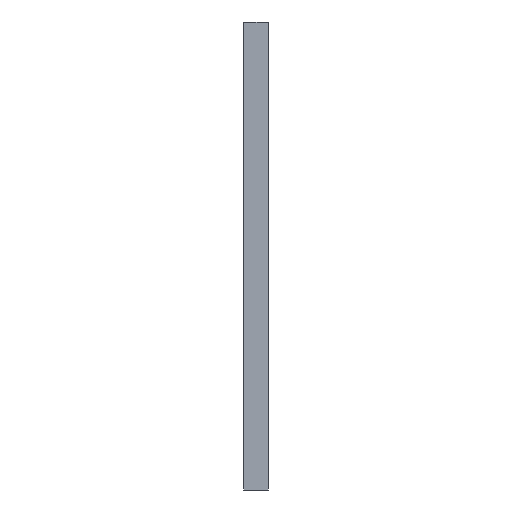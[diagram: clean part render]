
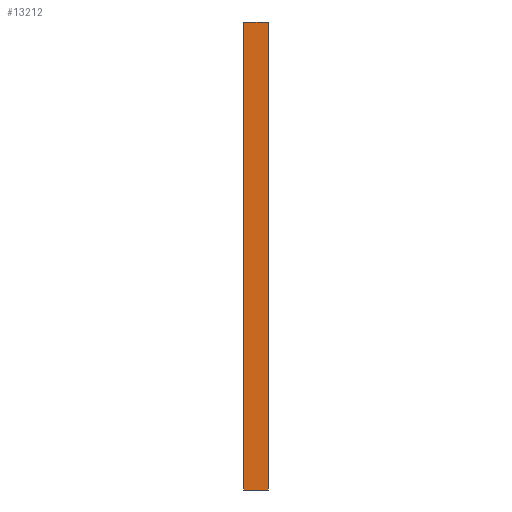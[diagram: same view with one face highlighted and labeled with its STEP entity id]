
A CAD part, left-side view. The second image highlights one B-rep face of the part: STEP entity #13212.
In plain terms, the highlighted planar face has unit normal (-1, 0, 0).
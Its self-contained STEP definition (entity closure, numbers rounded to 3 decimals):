
#192 = ORIENTED_EDGE ( 'NONE', *, *, #6505, .F. ) ;
#785 = CARTESIAN_POINT ( 'NONE',  ( -75., 8., 75. ) ) ;
#1008 = LINE ( 'NONE', #9484, #5333 ) ;
#1016 = DIRECTION ( 'NONE',  ( 0., 0., -1. ) ) ;
#1019 = EDGE_LOOP ( 'NONE', ( #10753, #192, #13243, #12995 ) ) ;
#1203 = CARTESIAN_POINT ( 'NONE',  ( -75., 0., 75. ) ) ;
#1693 = VECTOR ( 'NONE', #2926, 1000. ) ;
#1847 = CARTESIAN_POINT ( 'NONE',  ( -75., 8., -75. ) ) ;
#2926 = DIRECTION ( 'NONE',  ( 0., -1., 0. ) ) ;
#3074 = CARTESIAN_POINT ( 'NONE',  ( -75., 8., -75. ) ) ;
#3311 = LINE ( 'NONE', #785, #11478 ) ;
#3687 = CARTESIAN_POINT ( 'NONE',  ( -75., 0., -75. ) ) ;
#4031 = EDGE_CURVE ( 'NONE', #5803, #9774, #9140, .T. ) ;
#4713 = VERTEX_POINT ( 'NONE', #13812 ) ;
#5136 = EDGE_CURVE ( 'NONE', #11986, #4713, #1008, .T. ) ;
#5174 = EDGE_CURVE ( 'NONE', #11986, #5803, #9496, .T. ) ;
#5330 = VECTOR ( 'NONE', #11375, 1000. ) ;
#5333 = VECTOR ( 'NONE', #7280, 1000. ) ;
#5803 = VERTEX_POINT ( 'NONE', #3687 ) ;
#6505 = EDGE_CURVE ( 'NONE', #4713, #9774, #3311, .T. ) ;
#6896 = FACE_OUTER_BOUND ( 'NONE', #1019, .T. ) ;
#6944 = CARTESIAN_POINT ( 'NONE',  ( -75., 0., -75. ) ) ;
#7280 = DIRECTION ( 'NONE',  ( 0., 0., 1. ) ) ;
#9140 = LINE ( 'NONE', #6944, #5330 ) ;
#9484 = CARTESIAN_POINT ( 'NONE',  ( -75., 8., -75. ) ) ;
#9496 = LINE ( 'NONE', #10616, #1693 ) ;
#9774 = VERTEX_POINT ( 'NONE', #1203 ) ;
#9932 = PLANE ( 'NONE',  #11424 ) ;
#10616 = CARTESIAN_POINT ( 'NONE',  ( -75., 8., -75. ) ) ;
#10753 = ORIENTED_EDGE ( 'NONE', *, *, #4031, .T. ) ;
#11375 = DIRECTION ( 'NONE',  ( 0., 0., 1. ) ) ;
#11424 = AXIS2_PLACEMENT_3D ( 'NONE', #3074, #14260, #1016 ) ;
#11478 = VECTOR ( 'NONE', #13035, 1000. ) ;
#11986 = VERTEX_POINT ( 'NONE', #1847 ) ;
#12995 = ORIENTED_EDGE ( 'NONE', *, *, #5174, .T. ) ;
#13035 = DIRECTION ( 'NONE',  ( 0., -1., 0. ) ) ;
#13212 = ADVANCED_FACE ( 'NONE', ( #6896 ), #9932, .F. ) ;
#13243 = ORIENTED_EDGE ( 'NONE', *, *, #5136, .F. ) ;
#13812 = CARTESIAN_POINT ( 'NONE',  ( -75., 8., 75. ) ) ;
#14260 = DIRECTION ( 'NONE',  ( 1., 0., 0. ) ) ;
